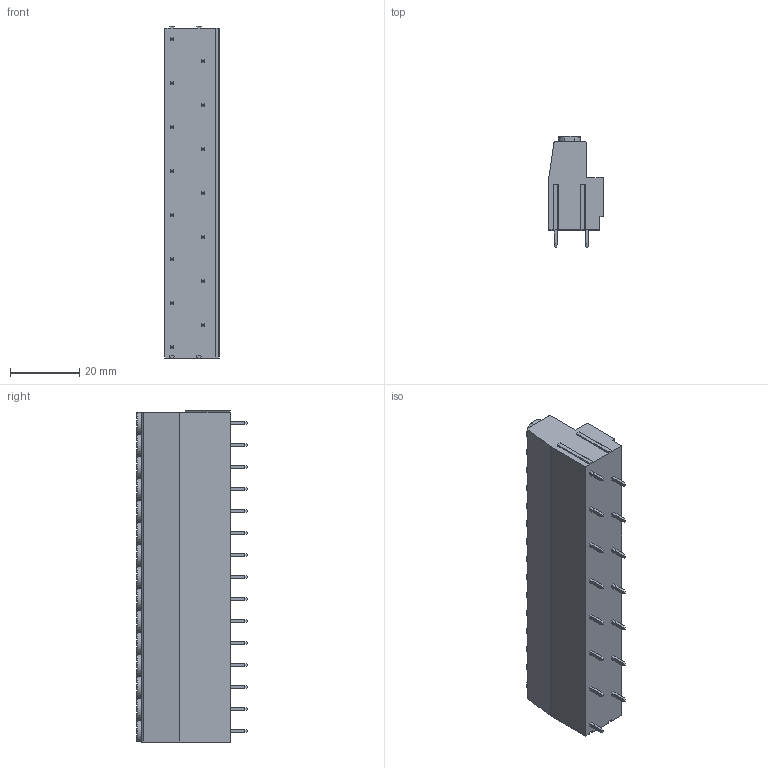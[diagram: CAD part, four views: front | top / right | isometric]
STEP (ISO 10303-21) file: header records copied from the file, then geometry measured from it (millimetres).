
FILE_DESCRIPTION((''),'2;1');
FILE_NAME('PRT0050','2024-10-21T',('yanfa'),(''),'PRO/ENGINEER BY PARAMETRIC TECHNOLOGY CORPORATION, 2009280','PRO/ENGINEER BY PARAMETRIC TECHNOLOGY CORPORATION, 2009280','');
FILE_SCHEMA(('AUTOMOTIVE_DESIGN_CC2 { 1 2 10303 214 -1 1 5 2 }'));
Length unit declared in the file: millimetre
Products named in the file (1): PRT0050
Bounding box: 15.85 x 32 x 95.85 mm (x, y, z)
Volume: 28398.7 mm3; surface area: 12714 mm2
Topology: 1 solids, 1 shells, 808 faces, 2043 edges, 1312 vertices
Faces by surface type: plane 492, cylinder 196, torus 60, cone 60
Entity records: 24711 total; most frequent: CARTESIAN_POINT 5033, ORIENTED_EDGE 4086, DIRECTION 4051, EDGE_CURVE 2043, VECTOR 1411, LINE 1411, AXIS2_PLACEMENT_3D 1320, VERTEX_POINT 1312
